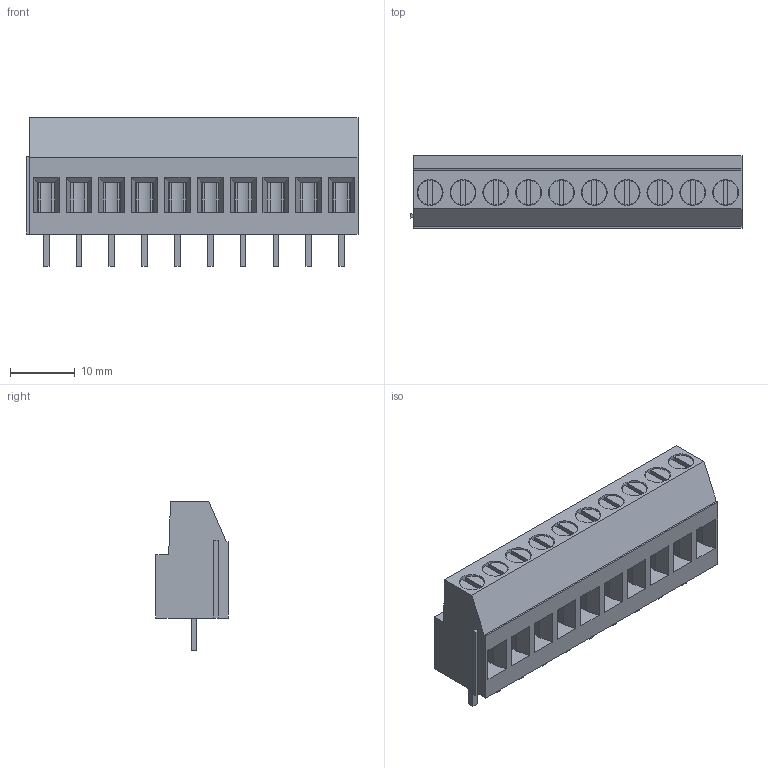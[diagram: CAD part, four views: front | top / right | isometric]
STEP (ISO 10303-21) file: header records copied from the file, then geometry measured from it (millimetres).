
FILE_DESCRIPTION(/* description */ ('model of TerminalBlock_Phoenix_MKDS-3-10-5.08_1x10_P5.08mm_Horizontal'),/* implementation_level */ '2;1');
FILE_NAME(/* name */ 'TerminalBlock_Phoenix_MKDS-3-10-5.08_1x10_P5.08mm_Horizontal.step',/* time_stamp */ '1970-01-01T00:00:00',/* author */ ('KiCAD','kicad'),/* organization */ ('OCCT'),/* preprocessor_version */ '',/* originating_system */ 'KiCAD',/* authorisation */ '');
FILE_SCHEMA(('AUTOMOTIVE_DESIGN { 1 0 10303 214 1 1 1 1 }'));
Length unit declared in the file: millimetre
Products named in the file (1): TerminalBlock_Phoenix_MKDS-3-10-5.08_1x10_P5.08mm_Horizontal
Bounding box: 51.37 x 11.2 x 23 mm (x, y, z)
Volume: 7609.7 mm3; surface area: 7515.3 mm2
Topology: 1 solids, 1 shells, 408 faces, 1038 edges, 652 vertices
Faces by surface type: plane 358, bspline 30, cylinder 20
Full cylindrical faces by diameter (mm): 3.8 x10, 4 x10
Entity records: 7622 total; most frequent: ORIENTED_EDGE 1684, CARTESIAN_POINT 1043, EDGE_CURVE 1038, LINE 656, VERTEX_POINT 652, FACE_BOUND 448, EDGE_LOOP 448, ADVANCED_FACE 408
